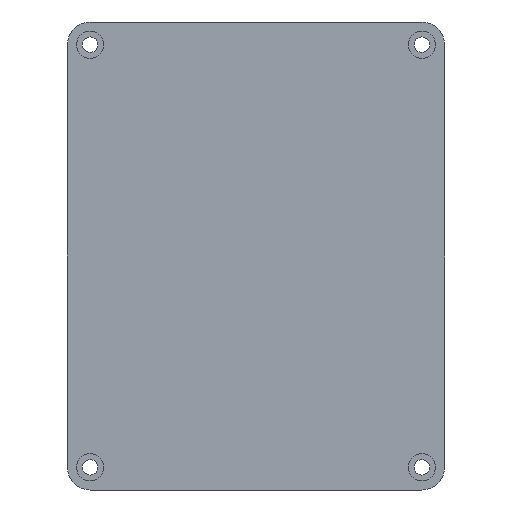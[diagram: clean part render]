
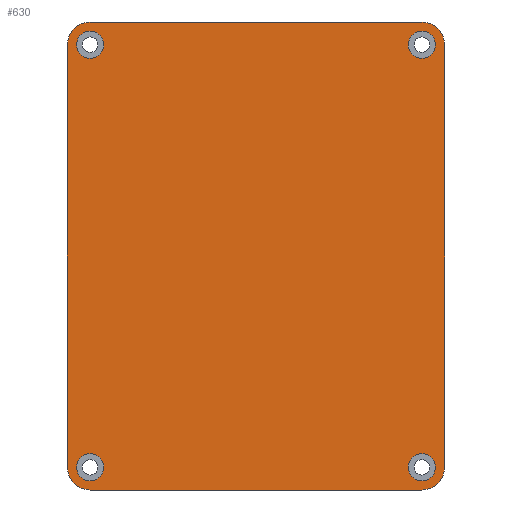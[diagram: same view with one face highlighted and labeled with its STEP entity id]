
A CAD part, front view. The second image highlights one B-rep face of the part: STEP entity #630.
In plain terms, the highlighted planar face has unit normal (0, -1, 0).
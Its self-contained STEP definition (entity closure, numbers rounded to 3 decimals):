
#19=FACE_BOUND('',#121,.T.);
#20=FACE_BOUND('',#122,.T.);
#21=FACE_BOUND('',#123,.T.);
#22=FACE_BOUND('',#124,.T.);
#44=PLANE('',#706);
#78=FACE_OUTER_BOUND('',#120,.T.);
#120=EDGE_LOOP('',(#545,#546,#547,#548,#549,#550,#551,#552));
#121=EDGE_LOOP('',(#553));
#122=EDGE_LOOP('',(#554));
#123=EDGE_LOOP('',(#555));
#124=EDGE_LOOP('',(#556));
#159=LINE('',#971,#211);
#167=LINE('',#990,#219);
#191=LINE('',#1064,#243);
#192=LINE('',#1066,#244);
#211=VECTOR('',#767,10.);
#219=VECTOR('',#785,10.);
#243=VECTOR('',#871,10.);
#244=VECTOR('',#874,10.);
#250=CIRCLE('',#659,5.);
#258=CIRCLE('',#670,5.);
#259=CIRCLE('',#672,5.);
#260=CIRCLE('',#675,5.);
#262=CIRCLE('',#684,3.);
#265=CIRCLE('',#689,3.);
#268=CIRCLE('',#694,3.);
#271=CIRCLE('',#699,3.);
#283=VERTEX_POINT('',#926);
#284=VERTEX_POINT('',#928);
#303=VERTEX_POINT('',#970);
#306=VERTEX_POINT('',#979);
#307=VERTEX_POINT('',#983);
#308=VERTEX_POINT('',#985);
#309=VERTEX_POINT('',#989);
#310=VERTEX_POINT('',#993);
#318=VERTEX_POINT('',#1023);
#321=VERTEX_POINT('',#1033);
#324=VERTEX_POINT('',#1043);
#327=VERTEX_POINT('',#1053);
#339=EDGE_CURVE('',#283,#284,#250,.T.);
#360=EDGE_CURVE('',#303,#284,#159,.T.);
#365=EDGE_CURVE('',#303,#306,#258,.T.);
#368=EDGE_CURVE('',#307,#308,#259,.T.);
#370=EDGE_CURVE('',#309,#308,#167,.T.);
#372=EDGE_CURVE('',#309,#310,#260,.T.);
#388=EDGE_CURVE('',#318,#318,#262,.T.);
#393=EDGE_CURVE('',#321,#321,#265,.T.);
#398=EDGE_CURVE('',#324,#324,#268,.T.);
#403=EDGE_CURVE('',#327,#327,#271,.T.);
#407=EDGE_CURVE('',#307,#306,#191,.T.);
#408=EDGE_CURVE('',#283,#310,#192,.T.);
#545=ORIENTED_EDGE('',*,*,#339,.F.);
#546=ORIENTED_EDGE('',*,*,#408,.T.);
#547=ORIENTED_EDGE('',*,*,#372,.F.);
#548=ORIENTED_EDGE('',*,*,#370,.T.);
#549=ORIENTED_EDGE('',*,*,#368,.F.);
#550=ORIENTED_EDGE('',*,*,#407,.T.);
#551=ORIENTED_EDGE('',*,*,#365,.F.);
#552=ORIENTED_EDGE('',*,*,#360,.T.);
#553=ORIENTED_EDGE('',*,*,#403,.F.);
#554=ORIENTED_EDGE('',*,*,#388,.F.);
#555=ORIENTED_EDGE('',*,*,#398,.F.);
#556=ORIENTED_EDGE('',*,*,#393,.F.);
#630=ADVANCED_FACE('',(#78,#19,#20,#21,#22),#44,.F.);
#659=AXIS2_PLACEMENT_3D('',#929,#734,#735);
#670=AXIS2_PLACEMENT_3D('',#980,#774,#775);
#672=AXIS2_PLACEMENT_3D('',#986,#780,#781);
#675=AXIS2_PLACEMENT_3D('',#994,#789,#790);
#684=AXIS2_PLACEMENT_3D('',#1025,#821,#822);
#689=AXIS2_PLACEMENT_3D('',#1035,#833,#834);
#694=AXIS2_PLACEMENT_3D('',#1045,#845,#846);
#699=AXIS2_PLACEMENT_3D('',#1055,#857,#858);
#706=AXIS2_PLACEMENT_3D('',#1067,#875,#876);
#734=DIRECTION('center_axis',(0.,1.,0.));
#735=DIRECTION('ref_axis',(0.707,0.,-0.707));
#767=DIRECTION('',(1.,0.,0.));
#774=DIRECTION('center_axis',(0.,1.,0.));
#775=DIRECTION('ref_axis',(-0.707,0.,-0.707));
#780=DIRECTION('center_axis',(0.,1.,0.));
#781=DIRECTION('ref_axis',(-0.707,0.,0.707));
#785=DIRECTION('',(-1.,0.,0.));
#789=DIRECTION('center_axis',(0.,1.,0.));
#790=DIRECTION('ref_axis',(0.707,0.,0.707));
#821=DIRECTION('center_axis',(0.,-1.,0.));
#822=DIRECTION('ref_axis',(1.,0.,0.));
#833=DIRECTION('center_axis',(0.,-1.,0.));
#834=DIRECTION('ref_axis',(1.,0.,0.));
#845=DIRECTION('center_axis',(0.,-1.,0.));
#846=DIRECTION('ref_axis',(1.,0.,0.));
#857=DIRECTION('center_axis',(0.,-1.,0.));
#858=DIRECTION('ref_axis',(1.,0.,0.));
#871=DIRECTION('',(0.,0.,-1.));
#874=DIRECTION('',(0.,0.,1.));
#875=DIRECTION('center_axis',(0.,1.,0.));
#876=DIRECTION('ref_axis',(1.,0.,0.));
#926=CARTESIAN_POINT('',(22.5,0.,-64.5));
#928=CARTESIAN_POINT('',(17.5,0.,-69.5));
#929=CARTESIAN_POINT('Origin',(17.5,0.,-64.5));
#970=CARTESIAN_POINT('',(-55.5,0.,-69.5));
#971=CARTESIAN_POINT('',(-60.5,0.,-69.5));
#979=CARTESIAN_POINT('',(-60.5,0.,-64.5));
#980=CARTESIAN_POINT('Origin',(-55.5,0.,-64.5));
#983=CARTESIAN_POINT('',(-60.5,0.,28.5));
#985=CARTESIAN_POINT('',(-55.5,0.,33.5));
#986=CARTESIAN_POINT('Origin',(-55.5,0.,28.5));
#989=CARTESIAN_POINT('',(17.5,0.,33.5));
#990=CARTESIAN_POINT('',(22.5,0.,33.5));
#993=CARTESIAN_POINT('',(22.5,0.,28.5));
#994=CARTESIAN_POINT('Origin',(17.5,0.,28.5));
#1023=CARTESIAN_POINT('',(14.5,0.,28.5));
#1025=CARTESIAN_POINT('Origin',(17.5,0.,28.5));
#1033=CARTESIAN_POINT('',(-58.5,0.,28.5));
#1035=CARTESIAN_POINT('Origin',(-55.5,0.,28.5));
#1043=CARTESIAN_POINT('',(-58.5,0.,-64.5));
#1045=CARTESIAN_POINT('Origin',(-55.5,0.,-64.5));
#1053=CARTESIAN_POINT('',(14.5,0.,-64.5));
#1055=CARTESIAN_POINT('Origin',(17.5,0.,-64.5));
#1064=CARTESIAN_POINT('',(-60.5,0.,33.5));
#1066=CARTESIAN_POINT('',(22.5,0.,-69.5));
#1067=CARTESIAN_POINT('Origin',(-19.,0.,-18.));
